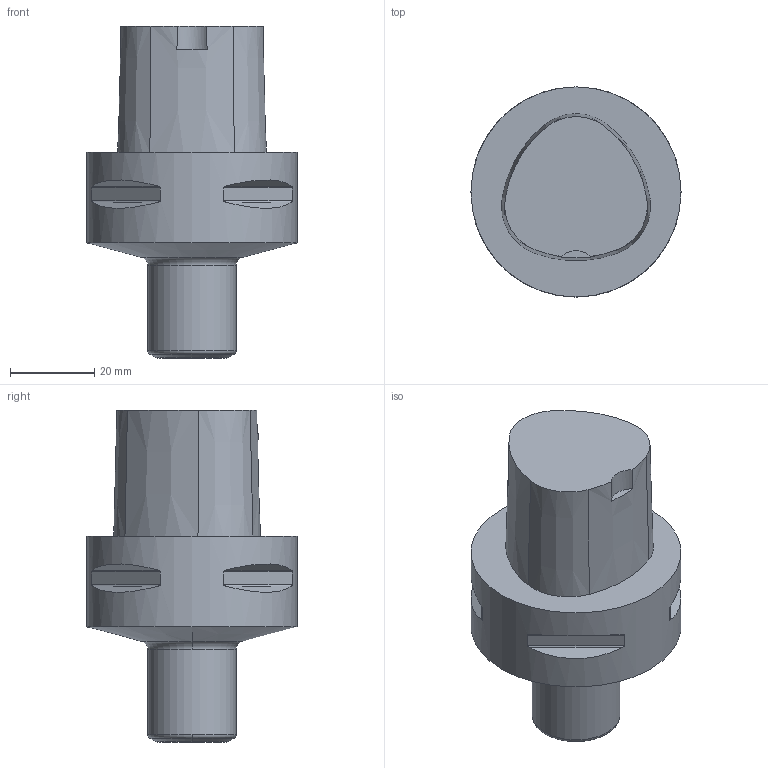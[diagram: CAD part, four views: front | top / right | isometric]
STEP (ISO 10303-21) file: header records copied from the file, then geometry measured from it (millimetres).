
FILE_DESCRIPTION(/* description */ (''),/* implementation_level */ '2;1');
FILE_NAME(/* name */ '1576494271429.stp',/* time_stamp */ '2019-12-16T16:34:44+05:00',/* author */ (''),/* organization */ ('SMS'),/* preprocessor_version */ 'ST-DEVELOPER v16.7',/* originating_system */ 'SIEMENS PLM Software NX 12.0',/* authorisation */ '');
FILE_SCHEMA (('AUTOMOTIVE_DESIGN { 1 0 10303 214 3 1 1 1 }'));
Length unit declared in the file: millimetre
Products named in the file (1): 201733222mod000_01
Bounding box: 50 x 50 x 79 mm (x, y, z)
Volume: 80234.6 mm3; surface area: 13157.4 mm2
Topology: 1 solids, 1 shells, 62 faces, 160 edges, 103 vertices
Faces by surface type: cylinder 21, cone 18, plane 17, torus 6
Full cylindrical faces by diameter (mm): 4 x1, 21 x1, 50 x1
Entity records: 2377 total; most frequent: CARTESIAN_POINT 823, ORIENTED_EDGE 322, DIRECTION 302, EDGE_CURVE 161, AXIS2_PLACEMENT_3D 120, VERTEX_POINT 110, EDGE_LOOP 71, ADVANCED_FACE 62
